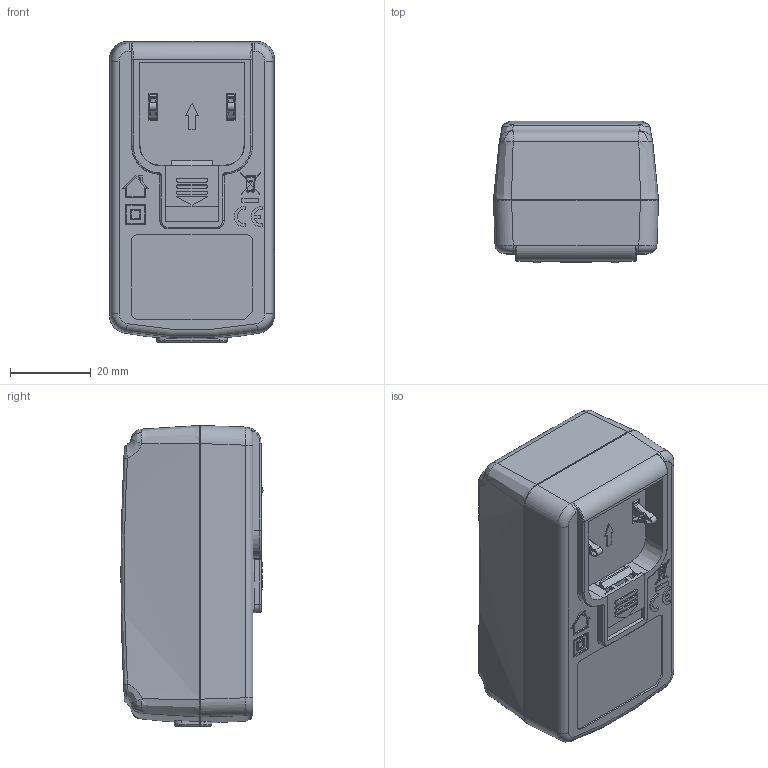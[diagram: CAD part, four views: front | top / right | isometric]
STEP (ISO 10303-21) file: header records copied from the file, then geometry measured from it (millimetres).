
FILE_DESCRIPTION((''),'2;1');
FILE_NAME('GTM46360-USB1_ASM','2022-11-04T15:32:34',('rd05'),(''),'CREO PARAMETRIC BY PTC INC, 2018050','CREO PARAMETRIC BY PTC INC, 2018050','');
FILE_SCHEMA(('CONFIG_CONTROL_DESIGN','GEOMETRIC_VALIDATION_PROPERTIES_MIM'));
Products named in the file (139): MANIFOLD_SOLID_BREP_3919_2_1; NEW-PIN-RIGHT_2_1; NEW-PIN-LEFT_2_1; SPRING_1_1; COVER_2_1; USB-1-BOTTOM-CASE_2_1; TOP-CASE-USB-1_3_1; USB-1_ASM_22_ASM_1_ASM; USB-1_ASM_ASM_1_ASM; BOARD_5_1; PRT0001_1_1; C15_ASM_1_ASM_1_ASM; CN2_ASM_1_1; PRT0001-30841_1_1; PRT0002-31580_1_1; 226-04526002-T0220F_1__ASM_1_AS_ASM; Q2_ASM_1_ASM_1_ASM; CY1-32773_1_1; SOLID-35050_1_1; SOLID-35239_1_1; PRT0001-35036_ASM_1_ASM_1_ASM; CY1_ASM_1__ASM_1_ASM_1_ASM; CY1-32742_ASM_1_ASM_1_ASM; CY2_ASM_1_ASM_1_ASM; PRT0001-35512_1_1; SOLID-36892_1_1; SOLID-37081_1_1; SOLID-37270_1_1; SOLID-37459_1_1; PRT0002-36870_ASM_1_ASM_1_ASM; 320-02454002TRANSFORMER_ASM_1_A_ASM; T1_ASM_1_ASM_1_ASM; Q1_ASM_1_ASM_1_ASM; HS1_1_1_1; HS1_ASM_2_ASM_1_ASM; 1648S_1_1; SOLID-42048_1_1; SOLID-42535_1_1; PRT0001-42034_ASM_1_ASM_1_ASM; PRT0002-43028_1_1 ...
Assembly tree (178 placements, depth 8):
  GTM46360-USB1_ASM
    USB-1_ASM_ASM_1_ASM
      USB-1_ASM_22_ASM_1_ASM
        MANIFOLD_SOLID_BREP_3919_2_1  x2
        NEW-PIN-RIGHT_2_1
        NEW-PIN-LEFT_2_1
        SPRING_1_1
        COVER_2_1
        USB-1-BOTTOM-CASE_2_1
        TOP-CASE-USB-1_3_1
    GTM46360_JIXING_ASM
      GTM46360_5V5A_1A_2A_500-0298012_ASM
        PCB_ASM_1_ASM_1_ASM
          BOARD_5_1
          C15_ASM_1_ASM_1_ASM
            PRT0001_1_1
          CN2_ASM_1_1
          Q2_ASM_1_ASM_1_ASM
            226-04526002-T0220F_1__ASM_1_AS_ASM
              PRT0001-30841_1_1
              PRT0002-31580_1_1  x3
          CY1-32742_ASM_1_ASM_1_ASM
            CY1_ASM_1__ASM_1_ASM_1_ASM
              CY1-32773_1_1
              PRT0001-35036_ASM_1_ASM_1_ASM
                SOLID-35050_1_1
                SOLID-35239_1_1
          CY2_ASM_1_ASM_1_ASM
            CY1_ASM_1__ASM_1_ASM_1_ASM
              CY1-32773_1_1
              PRT0001-35036_ASM_1_ASM_1_ASM
                SOLID-35050_1_1
                SOLID-35239_1_1
          T1_ASM_1_ASM_1_ASM
            320-02454002TRANSFORMER_ASM_1_A_ASM
              PRT0001-35512_1_1
              PRT0002-36870_ASM_1_ASM_1_ASM
                SOLID-36892_1_1
                SOLID-37081_1_1
                SOLID-37270_1_1
                SOLID-37459_1_1
          Q1_ASM_1_ASM_1_ASM
            226-04526002-T0220F_1__ASM_1_AS_ASM
              PRT0001-30841_1_1
              PRT0002-31580_1_1  x3
          HS1_ASM_2_ASM_1_ASM
            HS1_1_1_1
          C1_ASM_1_ASM_1_ASM
            16X20_ASM_ASM_1_ASM_1_ASM
              1648S_1_1
              PRT0001-42034_ASM_1_ASM_1_ASM
                SOLID-42048_1_1
                SOLID-42535_1_1
              PRT0002-43028_1_1
          LF1_ASM_1_ASM_1_ASM
            LF1_1__ASM_1_ASM_1_ASM
              LF1_1_1_1
              LF1_2_ASM_1_ASM_1_ASM
                SOLID-44739_1_1
                SOLID-46506_1_1
Bounding box: 41 x 35.3 x 74.8 mm (x, y, z)
Volume: 50559 mm3; surface area: 56474 mm2
Topology: 191 solids, 194 shells, 5797 faces, 14547 edges, 9328 vertices
Faces by surface type: plane 3183, extrusion 1079, cylinder 923, torus 296, cone 159, bspline 93, sphere 64
Entity records: 119876 total; most frequent: CARTESIAN_POINT 32847, DIRECTION 15016, ORIENTED_EDGE 14480, EDGE_CURVE 7256, AXIS2_PLACEMENT_3D 5279, VERTEX_POINT 4563, VECTOR 4458, LINE 4383
